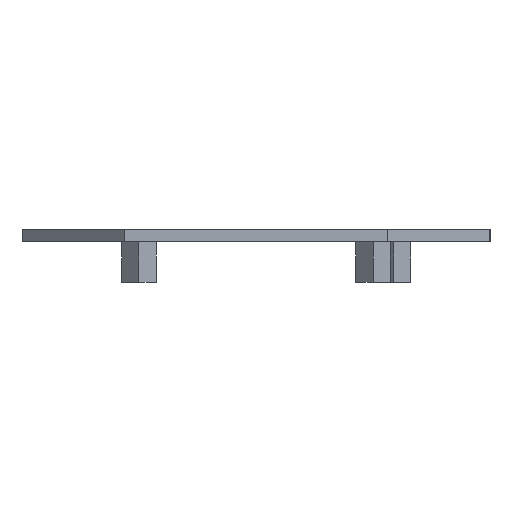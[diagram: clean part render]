
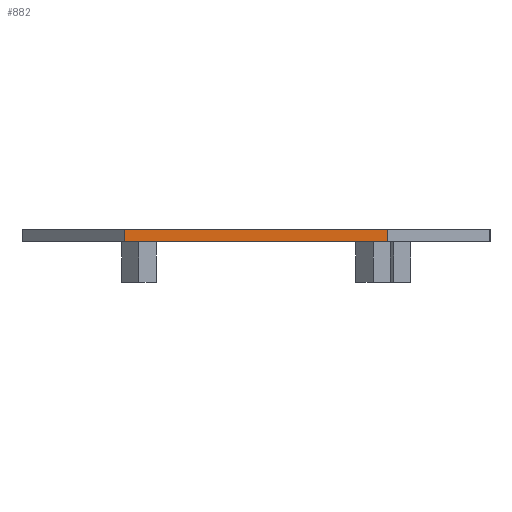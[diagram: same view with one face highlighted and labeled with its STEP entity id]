
A CAD part, front view. The second image highlights one B-rep face of the part: STEP entity #882.
In plain terms, the highlighted planar face has unit normal (0, -1, 0).
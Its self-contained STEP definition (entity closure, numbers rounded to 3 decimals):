
#62=PLANE('',#962);
#106=FACE_OUTER_BOUND('',#150,.T.);
#150=EDGE_LOOP('',(#751,#752,#753,#754));
#264=LINE('',#1408,#368);
#265=LINE('',#1411,#369);
#266=LINE('',#1413,#370);
#267=LINE('',#1414,#371);
#368=VECTOR('',#1166,10.);
#369=VECTOR('',#1169,10.);
#370=VECTOR('',#1170,10.);
#371=VECTOR('',#1171,10.);
#467=VERTEX_POINT('',#1404);
#468=VERTEX_POINT('',#1406);
#469=VERTEX_POINT('',#1410);
#470=VERTEX_POINT('',#1412);
#582=EDGE_CURVE('',#467,#468,#264,.T.);
#583=EDGE_CURVE('',#469,#467,#265,.T.);
#584=EDGE_CURVE('',#470,#468,#266,.T.);
#585=EDGE_CURVE('',#469,#470,#267,.T.);
#751=ORIENTED_EDGE('',*,*,#583,.T.);
#752=ORIENTED_EDGE('',*,*,#582,.T.);
#753=ORIENTED_EDGE('',*,*,#584,.F.);
#754=ORIENTED_EDGE('',*,*,#585,.F.);
#882=ADVANCED_FACE('',(#106),#62,.T.);
#962=AXIS2_PLACEMENT_3D('',#1409,#1167,#1168);
#1166=DIRECTION('',(0.,0.,1.));
#1167=DIRECTION('center_axis',(0.,-1.,0.));
#1168=DIRECTION('ref_axis',(1.,0.,0.));
#1169=DIRECTION('',(1.,0.,0.));
#1170=DIRECTION('',(1.,0.,0.));
#1171=DIRECTION('',(0.,0.,1.));
#1404=CARTESIAN_POINT('',(21.781,-38.678,0.));
#1406=CARTESIAN_POINT('',(21.781,-38.678,2.));
#1408=CARTESIAN_POINT('',(21.781,-38.678,0.));
#1409=CARTESIAN_POINT('Origin',(-21.781,-38.678,0.));
#1410=CARTESIAN_POINT('',(-21.781,-38.678,0.));
#1411=CARTESIAN_POINT('',(-21.781,-38.678,0.));
#1412=CARTESIAN_POINT('',(-21.781,-38.678,2.));
#1413=CARTESIAN_POINT('',(-21.781,-38.678,2.));
#1414=CARTESIAN_POINT('',(-21.781,-38.678,0.));
